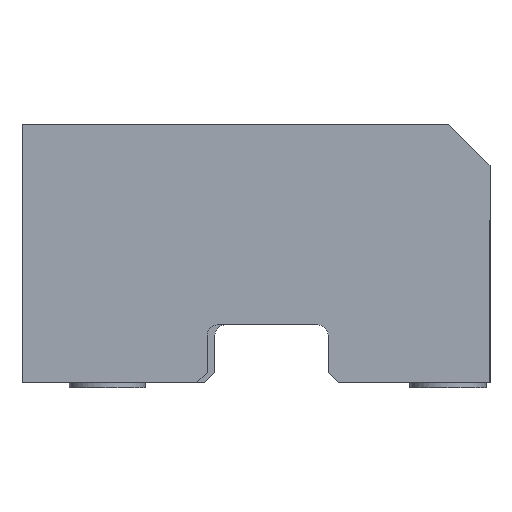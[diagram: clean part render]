
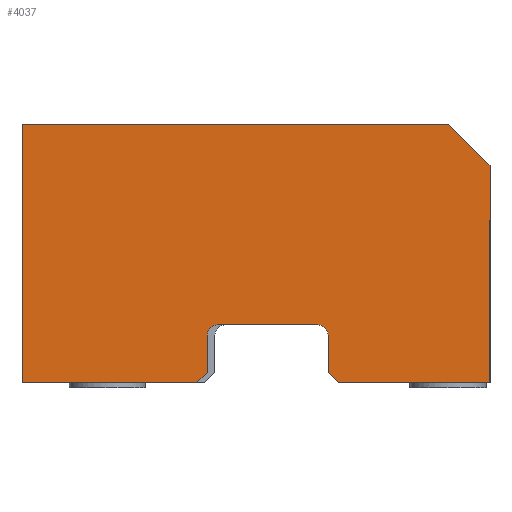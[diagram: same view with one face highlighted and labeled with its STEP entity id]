
A CAD part, front view. The second image highlights one B-rep face of the part: STEP entity #4037.
In plain terms, the highlighted planar face has unit normal (0, -1, 0).
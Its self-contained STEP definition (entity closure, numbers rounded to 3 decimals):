
#87 = DIRECTION ( 'NONE',  ( 1., 0., 0. ) ) ;
#251 = DIRECTION ( 'NONE',  ( -0.707, 0., 0.707 ) ) ;
#254 = CARTESIAN_POINT ( 'NONE',  ( -160.572, -871., 1420.431 ) ) ;
#721 = LINE ( 'NONE', #13542, #17960 ) ;
#1042 = CARTESIAN_POINT ( 'NONE',  ( -520.572, -871., 7.5 ) ) ;
#1157 = CARTESIAN_POINT ( 'NONE',  ( 74.428, -871., 27.5 ) ) ;
#1533 = AXIS2_PLACEMENT_3D ( 'NONE', #7543, #14411, #4058 ) ;
#1585 = VERTEX_POINT ( 'NONE', #15001 ) ;
#2386 = CARTESIAN_POINT ( 'NONE',  ( -180.572, -871., 7.5 ) ) ;
#2522 = CARTESIAN_POINT ( 'NONE',  ( 309.428, -871., 510. ) ) ;
#2599 = ORIENTED_EDGE ( 'NONE', *, *, #20702, .T. ) ;
#2853 = VERTEX_POINT ( 'NONE', #8945 ) ;
#3322 = ORIENTED_EDGE ( 'NONE', *, *, #19857, .T. ) ;
#3342 = ORIENTED_EDGE ( 'NONE', *, *, #6999, .T. ) ;
#3715 = DIRECTION ( 'NONE',  ( 0., 0., 1. ) ) ;
#4016 = VERTEX_POINT ( 'NONE', #12333 ) ;
#4037 = ADVANCED_FACE ( 'NONE', ( #12752 ), #12257, .F. ) ;
#4058 = DIRECTION ( 'NONE',  ( -1., 0., 0. ) ) ;
#4537 = AXIS2_PLACEMENT_3D ( 'NONE', #8872, #10684, #20933 ) ;
#4943 = VERTEX_POINT ( 'NONE', #12908 ) ;
#4955 = VECTOR ( 'NONE', #3715, 1000. ) ;
#5277 = AXIS2_PLACEMENT_3D ( 'NONE', #18690, #17260, #19839 ) ;
#5474 = VERTEX_POINT ( 'NONE', #12853 ) ;
#6267 = VERTEX_POINT ( 'NONE', #8257 ) ;
#6534 = DIRECTION ( 'NONE',  ( 1., 0., 0. ) ) ;
#6795 = ORIENTED_EDGE ( 'NONE', *, *, #18270, .T. ) ;
#6999 = EDGE_CURVE ( 'NONE', #7424, #2853, #17683, .T. ) ;
#7352 = ORIENTED_EDGE ( 'NONE', *, *, #21091, .T. ) ;
#7391 = DIRECTION ( 'NONE',  ( 0., 0., -1. ) ) ;
#7424 = VERTEX_POINT ( 'NONE', #1157 ) ;
#7543 = CARTESIAN_POINT ( 'NONE',  ( 54.428, -871., 100. ) ) ;
#8212 = CARTESIAN_POINT ( 'NONE',  ( 389.428, -871., 120. ) ) ;
#8257 = CARTESIAN_POINT ( 'NONE',  ( -520.572, -871., 510. ) ) ;
#8368 = ORIENTED_EDGE ( 'NONE', *, *, #15565, .T. ) ;
#8440 = EDGE_CURVE ( 'NONE', #16736, #5474, #17644, .T. ) ;
#8562 = VECTOR ( 'NONE', #12872, 1000. ) ;
#8622 = CIRCLE ( 'NONE', #5277, 20. ) ;
#8717 = ORIENTED_EDGE ( 'NONE', *, *, #16961, .T. ) ;
#8801 = CARTESIAN_POINT ( 'NONE',  ( -105.787, -871., 925.215 ) ) ;
#8872 = CARTESIAN_POINT ( 'NONE',  ( 389.428, -871., 1420.431 ) ) ;
#8882 = VERTEX_POINT ( 'NONE', #1042 ) ;
#8945 = CARTESIAN_POINT ( 'NONE',  ( 94.428, -871., 7.5 ) ) ;
#9365 = EDGE_CURVE ( 'NONE', #1585, #15496, #19788, .T. ) ;
#9398 = CARTESIAN_POINT ( 'NONE',  ( -464.537, -871., 566.465 ) ) ;
#9478 = ORIENTED_EDGE ( 'NONE', *, *, #13223, .T. ) ;
#9564 = VERTEX_POINT ( 'NONE', #2522 ) ;
#9621 = CARTESIAN_POINT ( 'NONE',  ( 389.428, -871., 1420.431 ) ) ;
#9787 = CARTESIAN_POINT ( 'NONE',  ( -160.572, -871., 100. ) ) ;
#10403 = CARTESIAN_POINT ( 'NONE',  ( 389.428, -871., 7.5 ) ) ;
#10670 = VECTOR ( 'NONE', #20109, 1000. ) ;
#10684 = DIRECTION ( 'NONE',  ( 0., 1., 0. ) ) ;
#10712 = LINE ( 'NONE', #13277, #19271 ) ;
#11253 = VECTOR ( 'NONE', #6534, 1000. ) ;
#11411 = EDGE_LOOP ( 'NONE', ( #21668, #7352, #12038, #3342, #6795, #19440, #8717, #13392, #2599, #3322, #14159, #8368, #9478 ) ) ;
#11730 = CARTESIAN_POINT ( 'NONE',  ( -140.572, -871., 120. ) ) ;
#12038 = ORIENTED_EDGE ( 'NONE', *, *, #14276, .T. ) ;
#12257 = PLANE ( 'NONE',  #4537 ) ;
#12333 = CARTESIAN_POINT ( 'NONE',  ( -160.572, -871., 27.5 ) ) ;
#12752 = FACE_OUTER_BOUND ( 'NONE', #11411, .T. ) ;
#12851 = LINE ( 'NONE', #17040, #21946 ) ;
#12853 = CARTESIAN_POINT ( 'NONE',  ( 54.428, -871., 120. ) ) ;
#12872 = DIRECTION ( 'NONE',  ( 0.707, 0., -0.707 ) ) ;
#12908 = CARTESIAN_POINT ( 'NONE',  ( 74.428, -871., 100. ) ) ;
#12989 = CARTESIAN_POINT ( 'NONE',  ( 389.428, -871., 7.5 ) ) ;
#13002 = LINE ( 'NONE', #8801, #17004 ) ;
#13108 = VECTOR ( 'NONE', #22248, 1000. ) ;
#13223 = EDGE_CURVE ( 'NONE', #19827, #16736, #8622, .T. ) ;
#13277 = CARTESIAN_POINT ( 'NONE',  ( -520.572, -871., 1420.431 ) ) ;
#13392 = ORIENTED_EDGE ( 'NONE', *, *, #14876, .F. ) ;
#13542 = CARTESIAN_POINT ( 'NONE',  ( 74.428, -871., 1420.431 ) ) ;
#14159 = ORIENTED_EDGE ( 'NONE', *, *, #20300, .T. ) ;
#14276 = EDGE_CURVE ( 'NONE', #4943, #7424, #721, .T. ) ;
#14315 = DIRECTION ( 'NONE',  ( 0.707, 0., 0.707 ) ) ;
#14411 = DIRECTION ( 'NONE',  ( 0., 1., 0. ) ) ;
#14876 = EDGE_CURVE ( 'NONE', #6267, #9564, #20354, .T. ) ;
#15001 = CARTESIAN_POINT ( 'NONE',  ( 389.428, -871., 430. ) ) ;
#15496 = VERTEX_POINT ( 'NONE', #10403 ) ;
#15565 = EDGE_CURVE ( 'NONE', #4016, #19827, #18683, .T. ) ;
#16425 = DIRECTION ( 'NONE',  ( 1., 0., 0. ) ) ;
#16611 = CARTESIAN_POINT ( 'NONE',  ( 389.428, -871., 510. ) ) ;
#16736 = VERTEX_POINT ( 'NONE', #11730 ) ;
#16961 = EDGE_CURVE ( 'NONE', #1585, #9564, #13002, .T. ) ;
#17004 = VECTOR ( 'NONE', #251, 1000. ) ;
#17040 = CARTESIAN_POINT ( 'NONE',  ( 389.428, -871., 7.5 ) ) ;
#17206 = LINE ( 'NONE', #12989, #21764 ) ;
#17260 = DIRECTION ( 'NONE',  ( 0., 1., 0. ) ) ;
#17644 = LINE ( 'NONE', #8212, #13108 ) ;
#17683 = LINE ( 'NONE', #9398, #8562 ) ;
#17684 = VECTOR ( 'NONE', #14315, 1000. ) ;
#17960 = VECTOR ( 'NONE', #18874, 1000. ) ;
#18270 = EDGE_CURVE ( 'NONE', #2853, #15496, #17206, .T. ) ;
#18683 = LINE ( 'NONE', #254, #4955 ) ;
#18690 = CARTESIAN_POINT ( 'NONE',  ( -140.572, -871., 100. ) ) ;
#18874 = DIRECTION ( 'NONE',  ( 0., 0., -1. ) ) ;
#19163 = CARTESIAN_POINT ( 'NONE',  ( 810.893, -871., 998.965 ) ) ;
#19271 = VECTOR ( 'NONE', #7391, 1000. ) ;
#19440 = ORIENTED_EDGE ( 'NONE', *, *, #9365, .F. ) ;
#19788 = LINE ( 'NONE', #9621, #10670 ) ;
#19827 = VERTEX_POINT ( 'NONE', #9787 ) ;
#19839 = DIRECTION ( 'NONE',  ( -1., 0., 0. ) ) ;
#19857 = EDGE_CURVE ( 'NONE', #8882, #21390, #12851, .T. ) ;
#20109 = DIRECTION ( 'NONE',  ( 0., 0., -1. ) ) ;
#20300 = EDGE_CURVE ( 'NONE', #21390, #4016, #22237, .T. ) ;
#20345 = CIRCLE ( 'NONE', #1533, 20. ) ;
#20354 = LINE ( 'NONE', #16611, #11253 ) ;
#20702 = EDGE_CURVE ( 'NONE', #6267, #8882, #10712, .T. ) ;
#20933 = DIRECTION ( 'NONE',  ( -1., 0., 0. ) ) ;
#21091 = EDGE_CURVE ( 'NONE', #5474, #4943, #20345, .T. ) ;
#21390 = VERTEX_POINT ( 'NONE', #2386 ) ;
#21668 = ORIENTED_EDGE ( 'NONE', *, *, #8440, .T. ) ;
#21764 = VECTOR ( 'NONE', #16425, 1000. ) ;
#21946 = VECTOR ( 'NONE', #87, 1000. ) ;
#22237 = LINE ( 'NONE', #19163, #17684 ) ;
#22248 = DIRECTION ( 'NONE',  ( 1., 0., 0. ) ) ;
